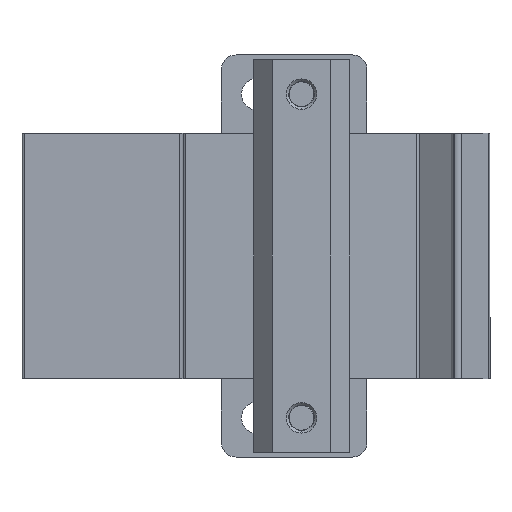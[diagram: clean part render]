
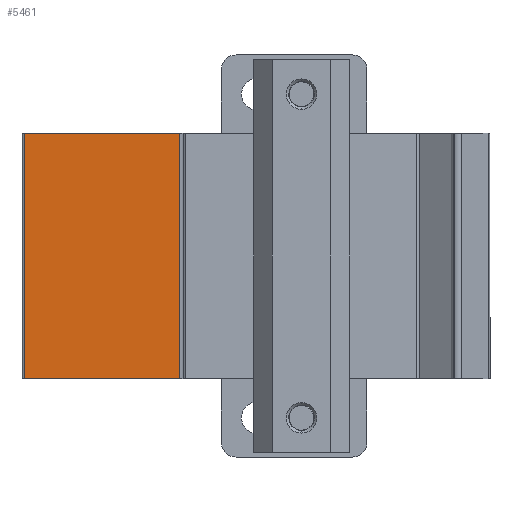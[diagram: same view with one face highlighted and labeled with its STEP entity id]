
A CAD part, front view. The second image highlights one B-rep face of the part: STEP entity #5461.
In plain terms, the highlighted face is planar.
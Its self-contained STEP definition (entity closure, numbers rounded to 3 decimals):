
#122 = CARTESIAN_POINT ( 'NONE',  ( 26., 3.8, 25. ) ) ;
#221 = DIRECTION ( 'NONE',  ( 0., 0., 1. ) ) ;
#365 = EDGE_CURVE ( 'NONE', #1773, #3069, #5303, .T. ) ;
#459 = VERTEX_POINT ( 'NONE', #4308 ) ;
#507 = CARTESIAN_POINT ( 'NONE',  ( -6.144, 2.421, 25. ) ) ;
#789 = FACE_OUTER_BOUND ( 'NONE', #5855, .T. ) ;
#888 = VECTOR ( 'NONE', #5781, 1000. ) ;
#1057 = VECTOR ( 'NONE', #5446, 1000. ) ;
#1097 = DIRECTION ( 'NONE',  ( -0.043, 0.999, 0. ) ) ;
#1154 = ORIENTED_EDGE ( 'NONE', *, *, #2224, .T. ) ;
#1302 = VECTOR ( 'NONE', #4115, 1000. ) ;
#1388 = EDGE_CURVE ( 'NONE', #459, #4896, #3629, .T. ) ;
#1773 = VERTEX_POINT ( 'NONE', #2061 ) ;
#2061 = CARTESIAN_POINT ( 'NONE',  ( 25.521, 3.779, 25. ) ) ;
#2176 = LINE ( 'NONE', #4300, #888 ) ;
#2217 = VECTOR ( 'NONE', #221, 1000. ) ;
#2224 = EDGE_CURVE ( 'NONE', #3069, #4896, #2176, .T. ) ;
#3069 = VERTEX_POINT ( 'NONE', #507 ) ;
#3427 = ORIENTED_EDGE ( 'NONE', *, *, #1388, .F. ) ;
#3503 = CARTESIAN_POINT ( 'NONE',  ( 26., 3.8, -25. ) ) ;
#3511 = LINE ( 'NONE', #6040, #2217 ) ;
#3606 = AXIS2_PLACEMENT_3D ( 'NONE', #3981, #1097, #4472 ) ;
#3629 = LINE ( 'NONE', #3503, #1057 ) ;
#3981 = CARTESIAN_POINT ( 'NONE',  ( 26., 3.8, -25. ) ) ;
#4115 = DIRECTION ( 'NONE',  ( -0.999, -0.043, 0. ) ) ;
#4163 = EDGE_CURVE ( 'NONE', #459, #1773, #3511, .T. ) ;
#4300 = CARTESIAN_POINT ( 'NONE',  ( -6.144, 2.421, -25. ) ) ;
#4308 = CARTESIAN_POINT ( 'NONE',  ( 25.521, 3.779, -25. ) ) ;
#4472 = DIRECTION ( 'NONE',  ( -0.999, -0.043, 0. ) ) ;
#4896 = VERTEX_POINT ( 'NONE', #5842 ) ;
#5303 = LINE ( 'NONE', #122, #1302 ) ;
#5314 = ORIENTED_EDGE ( 'NONE', *, *, #365, .T. ) ;
#5446 = DIRECTION ( 'NONE',  ( -0.999, -0.043, 0. ) ) ;
#5461 = ADVANCED_FACE ( 'NONE', ( #789 ), #5933, .F. ) ;
#5781 = DIRECTION ( 'NONE',  ( 0., 0., -1. ) ) ;
#5842 = CARTESIAN_POINT ( 'NONE',  ( -6.144, 2.421, -25. ) ) ;
#5855 = EDGE_LOOP ( 'NONE', ( #5314, #1154, #3427, #6122 ) ) ;
#5933 = PLANE ( 'NONE',  #3606 ) ;
#6040 = CARTESIAN_POINT ( 'NONE',  ( 25.521, 3.779, -25. ) ) ;
#6122 = ORIENTED_EDGE ( 'NONE', *, *, #4163, .T. ) ;
